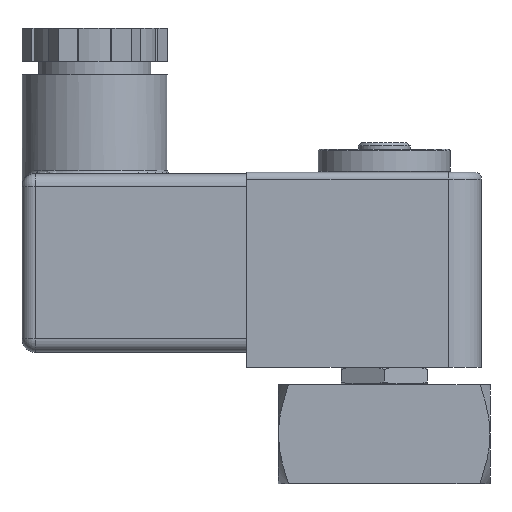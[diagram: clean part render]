
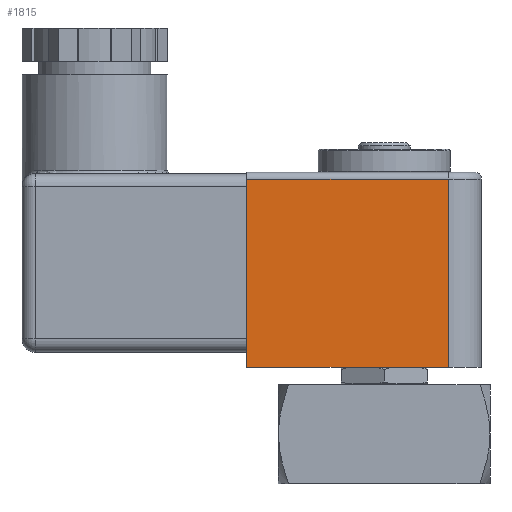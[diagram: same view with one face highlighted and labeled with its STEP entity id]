
A CAD part, left-side view. The second image highlights one B-rep face of the part: STEP entity #1815.
In plain terms, the highlighted planar face has unit normal (-1, 0, 0).
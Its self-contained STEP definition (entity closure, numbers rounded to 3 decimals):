
#202=FACE_OUTER_BOUND('',#321,.T.);
#321=EDGE_LOOP('',(#1517,#1518,#1519,#1520));
#478=LINE('',#3004,#619);
#489=LINE('',#3041,#630);
#492=LINE('',#3060,#633);
#496=LINE('',#3068,#637);
#619=VECTOR('',#2353,30.5);
#630=VECTOR('',#2382,28.5);
#633=VECTOR('',#2409,30.5);
#637=VECTOR('',#2421,28.5);
#829=VERTEX_POINT('',#3000);
#831=VERTEX_POINT('',#3003);
#848=VERTEX_POINT('',#3040);
#852=VERTEX_POINT('',#3056);
#1052=EDGE_CURVE('',#831,#829,#478,.T.);
#1071=EDGE_CURVE('',#848,#831,#489,.T.);
#1081=EDGE_CURVE('',#848,#852,#492,.T.);
#1085=EDGE_CURVE('',#852,#829,#496,.T.);
#1517=ORIENTED_EDGE('',*,*,#1081,.F.);
#1518=ORIENTED_EDGE('',*,*,#1071,.T.);
#1519=ORIENTED_EDGE('',*,*,#1052,.T.);
#1520=ORIENTED_EDGE('',*,*,#1085,.F.);
#1729=PLANE('',#1983);
#1815=ADVANCED_FACE('',(#202),#1729,.T.);
#1983=AXIS2_PLACEMENT_3D('',#3069,#2422,#2423);
#2353=DIRECTION('',(0.,-1.,0.));
#2382=DIRECTION('',(0.,0.,-1.));
#2409=DIRECTION('',(0.,-1.,0.));
#2421=DIRECTION('',(0.,0.,-1.));
#2422=DIRECTION('center_axis',(-1.,0.,0.));
#2423=DIRECTION('ref_axis',(0.,0.,-1.));
#3000=CARTESIAN_POINT('',(-15.,-9.7,10.089));
#3003=CARTESIAN_POINT('',(-15.,20.8,10.089));
#3004=CARTESIAN_POINT('',(-15.,20.8,10.089));
#3040=CARTESIAN_POINT('',(-15.,20.8,38.589));
#3041=CARTESIAN_POINT('',(-15.,20.8,39.589));
#3056=CARTESIAN_POINT('',(-15.,-9.7,38.589));
#3060=CARTESIAN_POINT('',(-15.,12.244,38.589));
#3068=CARTESIAN_POINT('',(-15.,-9.7,39.589));
#3069=CARTESIAN_POINT('Origin',(-15.,20.8,39.589));
